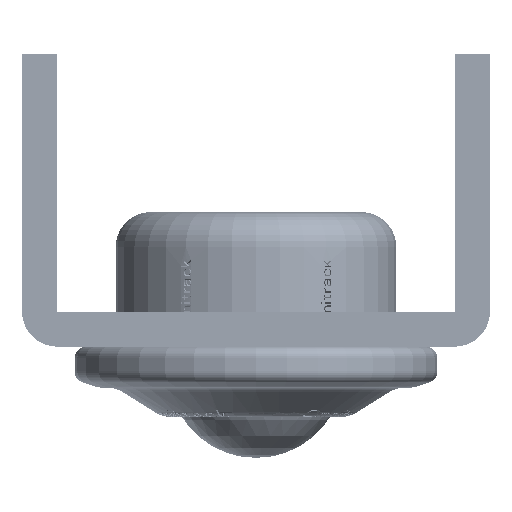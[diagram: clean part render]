
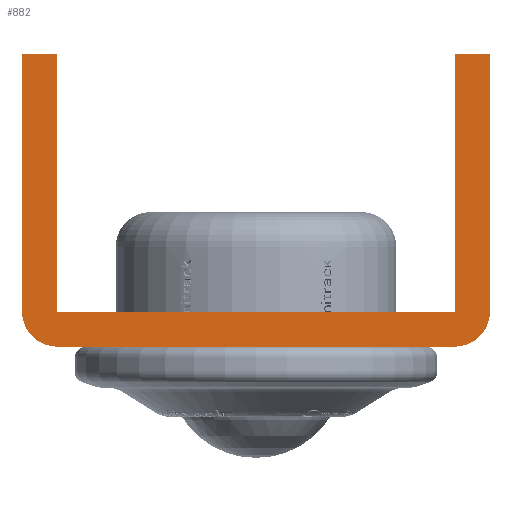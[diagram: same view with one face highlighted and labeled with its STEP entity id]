
A CAD part, front view. The second image highlights one B-rep face of the part: STEP entity #882.
In plain terms, the highlighted planar face has unit normal (0, -1, 0).
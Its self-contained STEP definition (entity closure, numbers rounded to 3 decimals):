
#43=CARTESIAN_POINT('',(17.,-400.,-22.));
#44=DIRECTION('',(0.,-1.,0.));
#45=DIRECTION('',(0.,0.,-1.));
#46=AXIS2_PLACEMENT_3D('',#43,#44,#45);
#48=DIRECTION('',(-1.,0.,0.));
#49=VECTOR('',#48,34.);
#50=CARTESIAN_POINT('',(17.,-400.,-25.));
#51=LINE('',#50,#49);
#52=CARTESIAN_POINT('',(-17.,-400.,-22.));
#53=DIRECTION('',(0.,-1.,0.));
#54=DIRECTION('',(-1.,0.,0.));
#55=AXIS2_PLACEMENT_3D('',#52,#53,#54);
#57=DIRECTION('',(0.,0.,1.));
#58=VECTOR('',#57,22.);
#59=CARTESIAN_POINT('',(-20.,-400.,-22.));
#60=LINE('',#59,#58);
#61=DIRECTION('',(1.,0.,0.));
#62=VECTOR('',#61,3.);
#63=CARTESIAN_POINT('',(-20.,-400.,0.));
#64=LINE('',#63,#62);
#65=DIRECTION('',(0.,0.,-1.));
#66=VECTOR('',#65,22.);
#67=CARTESIAN_POINT('',(-17.,-400.,0.));
#68=LINE('',#67,#66);
#69=DIRECTION('',(1.,0.,0.));
#70=VECTOR('',#69,34.);
#71=CARTESIAN_POINT('',(-17.,-400.,-22.));
#72=LINE('',#71,#70);
#73=DIRECTION('',(0.,0.,1.));
#74=VECTOR('',#73,22.);
#75=CARTESIAN_POINT('',(17.,-400.,-22.));
#76=LINE('',#75,#74);
#77=DIRECTION('',(1.,0.,0.));
#78=VECTOR('',#77,3.);
#79=CARTESIAN_POINT('',(17.,-400.,0.));
#80=LINE('',#79,#78);
#81=DIRECTION('',(0.,0.,-1.));
#82=VECTOR('',#81,22.);
#83=CARTESIAN_POINT('',(20.,-400.,0.));
#84=LINE('',#83,#82);
#641=CARTESIAN_POINT('',(-20.,-400.,0.));
#642=CARTESIAN_POINT('',(-17.,-400.,0.));
#643=VERTEX_POINT('',#641);
#644=VERTEX_POINT('',#642);
#645=CARTESIAN_POINT('',(-17.,-400.,-22.));
#646=VERTEX_POINT('',#645);
#647=CARTESIAN_POINT('',(17.,-400.,-22.));
#648=VERTEX_POINT('',#647);
#649=CARTESIAN_POINT('',(17.,-400.,0.));
#650=VERTEX_POINT('',#649);
#651=CARTESIAN_POINT('',(20.,-400.,0.));
#652=VERTEX_POINT('',#651);
#797=CARTESIAN_POINT('',(-20.,-400.,-22.));
#798=CARTESIAN_POINT('',(-17.,-400.,-25.));
#799=VERTEX_POINT('',#797);
#800=VERTEX_POINT('',#798);
#805=CARTESIAN_POINT('',(17.,-400.,-25.));
#806=CARTESIAN_POINT('',(20.,-400.,-22.));
#807=VERTEX_POINT('',#805);
#808=VERTEX_POINT('',#806);
#856=CARTESIAN_POINT('',(0.,-400.,0.));
#857=DIRECTION('',(0.,1.,0.));
#858=DIRECTION('',(1.,0.,0.));
#859=AXIS2_PLACEMENT_3D('',#856,#857,#858);
#860=PLANE('',#859);
#861=ORIENTED_EDGE('',*,*,#846,.F.);
#863=ORIENTED_EDGE('',*,*,#862,.T.);
#865=ORIENTED_EDGE('',*,*,#864,.F.);
#867=ORIENTED_EDGE('',*,*,#866,.T.);
#869=ORIENTED_EDGE('',*,*,#868,.T.);
#871=ORIENTED_EDGE('',*,*,#870,.T.);
#873=ORIENTED_EDGE('',*,*,#872,.T.);
#875=ORIENTED_EDGE('',*,*,#874,.T.);
#877=ORIENTED_EDGE('',*,*,#876,.T.);
#879=ORIENTED_EDGE('',*,*,#878,.T.);
#880=EDGE_LOOP('',(#861,#863,#865,#867,#869,#871,#873,#875,#877,#879));
#881=FACE_OUTER_BOUND('',#880,.F.);
#882=ADVANCED_FACE('',(#881),#860,.F.);
#47=CIRCLE('',#46,3.);
#56=CIRCLE('',#55,3.);
#846=EDGE_CURVE('',#807,#808,#47,.T.);
#862=EDGE_CURVE('',#807,#800,#51,.T.);
#864=EDGE_CURVE('',#799,#800,#56,.T.);
#866=EDGE_CURVE('',#799,#643,#60,.T.);
#868=EDGE_CURVE('',#643,#644,#64,.T.);
#870=EDGE_CURVE('',#644,#646,#68,.T.);
#872=EDGE_CURVE('',#646,#648,#72,.T.);
#874=EDGE_CURVE('',#648,#650,#76,.T.);
#876=EDGE_CURVE('',#650,#652,#80,.T.);
#878=EDGE_CURVE('',#652,#808,#84,.T.);
